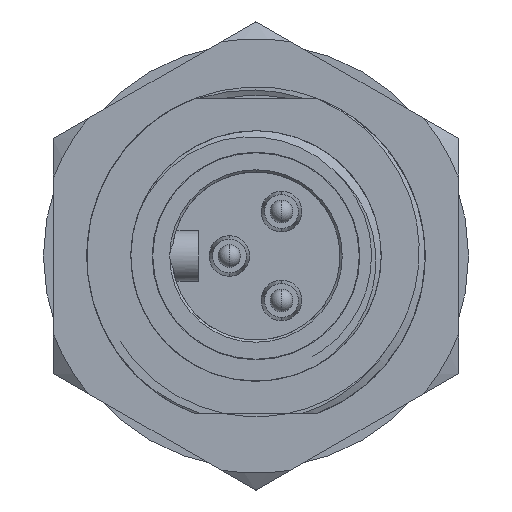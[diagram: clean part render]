
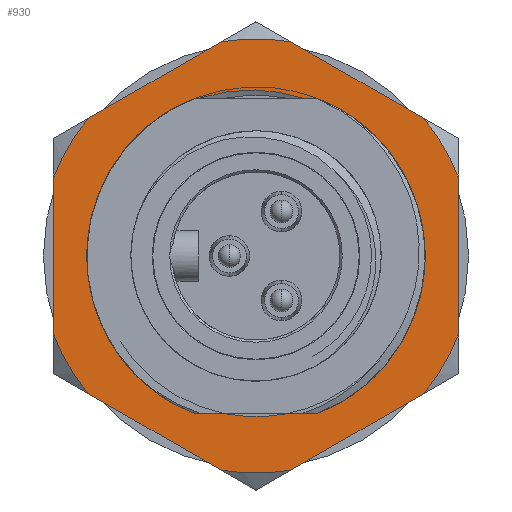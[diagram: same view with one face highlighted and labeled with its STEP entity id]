
A CAD part, left-side view. The second image highlights one B-rep face of the part: STEP entity #930.
In plain terms, the highlighted planar face has unit normal (-1, 0, 0).
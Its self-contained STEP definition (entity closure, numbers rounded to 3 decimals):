
#305=B_SPLINE_CURVE_WITH_KNOTS('',3,(#9665,#9666,#9667,#9668),
 .UNSPECIFIED.,.F.,.F.,(4,4),(0.,1.),.UNSPECIFIED.);
#306=B_SPLINE_CURVE_WITH_KNOTS('',3,(#9669,#9670,#9671,#9672),
 .UNSPECIFIED.,.F.,.F.,(4,4),(0.,1.),.UNSPECIFIED.);
#307=B_SPLINE_CURVE_WITH_KNOTS('',3,(#9674,#9675,#9676,#9677,#9678,#9679),
 .UNSPECIFIED.,.F.,.F.,(4,2,4),(0.,0.5,1.),.UNSPECIFIED.);
#308=B_SPLINE_CURVE_WITH_KNOTS('',3,(#9689,#9690,#9691,#9692,#9693),
 .UNSPECIFIED.,.F.,.F.,(4,1,4),(0.,0.5,1.),.UNSPECIFIED.);
#822=PLANE('',#6156);
#930=ADVANCED_FACE('',(#1450,#1451),#822,.F.);
#1450=FACE_BOUND('',#1593,.T.);
#1451=FACE_BOUND('',#1594,.T.);
#1593=EDGE_LOOP('',(#2508,#2509,#2510,#2511,#2512,#2513,#2514,#2515,#2516,
#2517,#2518,#2519));
#1594=EDGE_LOOP('',(#2520,#2521,#2522,#2523,#2524,#2525,#2526,#2527,#2528,
#2529));
#2011=CIRCLE('',#6148,19.25);
#2012=CIRCLE('',#6149,19.25);
#2013=CIRCLE('',#6150,19.25);
#2014=CIRCLE('',#6151,19.25);
#2015=CIRCLE('',#6152,19.25);
#2016=CIRCLE('',#6153,19.25);
#2017=CIRCLE('',#6154,14.25);
#2018=CIRCLE('',#6155,15.);
#2508=ORIENTED_EDGE('',*,*,#4811,.F.);
#2509=ORIENTED_EDGE('',*,*,#4812,.F.);
#2510=ORIENTED_EDGE('',*,*,#4813,.F.);
#2511=ORIENTED_EDGE('',*,*,#4814,.T.);
#2512=ORIENTED_EDGE('',*,*,#4815,.F.);
#2513=ORIENTED_EDGE('',*,*,#4816,.F.);
#2514=ORIENTED_EDGE('',*,*,#4817,.F.);
#2515=ORIENTED_EDGE('',*,*,#4818,.F.);
#2516=ORIENTED_EDGE('',*,*,#4819,.F.);
#2517=ORIENTED_EDGE('',*,*,#4820,.T.);
#2518=ORIENTED_EDGE('',*,*,#4821,.F.);
#2519=ORIENTED_EDGE('',*,*,#4822,.F.);
#2520=ORIENTED_EDGE('',*,*,#4823,.T.);
#2521=ORIENTED_EDGE('',*,*,#4772,.T.);
#2522=ORIENTED_EDGE('',*,*,#4824,.T.);
#2523=ORIENTED_EDGE('',*,*,#4825,.T.);
#2524=ORIENTED_EDGE('',*,*,#4826,.T.);
#2525=ORIENTED_EDGE('',*,*,#4827,.F.);
#2526=ORIENTED_EDGE('',*,*,#4828,.T.);
#2527=ORIENTED_EDGE('',*,*,#4829,.T.);
#2528=ORIENTED_EDGE('',*,*,#4830,.T.);
#2529=ORIENTED_EDGE('',*,*,#4810,.T.);
#4126=VERTEX_POINT('',#9176);
#4168=VERTEX_POINT('',#9425);
#4169=VERTEX_POINT('',#9427);
#4206=VERTEX_POINT('',#9638);
#4207=VERTEX_POINT('',#9642);
#4208=VERTEX_POINT('',#9643);
#4209=VERTEX_POINT('',#9645);
#4210=VERTEX_POINT('',#9647);
#4211=VERTEX_POINT('',#9649);
#4212=VERTEX_POINT('',#9651);
#4213=VERTEX_POINT('',#9653);
#4214=VERTEX_POINT('',#9655);
#4215=VERTEX_POINT('',#9657);
#4216=VERTEX_POINT('',#9659);
#4217=VERTEX_POINT('',#9661);
#4218=VERTEX_POINT('',#9663);
#4219=VERTEX_POINT('',#9673);
#4220=VERTEX_POINT('',#9680);
#4221=VERTEX_POINT('',#9682);
#4222=VERTEX_POINT('',#9684);
#4223=VERTEX_POINT('',#9686);
#4224=VERTEX_POINT('',#9688);
#4772=EDGE_CURVE('',#4169,#4168,#5584,.T.);
#4810=EDGE_CURVE('',#4126,#4206,#5598,.T.);
#4811=EDGE_CURVE('',#4207,#4208,#2011,.T.);
#4812=EDGE_CURVE('',#4209,#4207,#5599,.T.);
#4813=EDGE_CURVE('',#4210,#4209,#2012,.T.);
#4814=EDGE_CURVE('',#4210,#4211,#5600,.T.);
#4815=EDGE_CURVE('',#4212,#4211,#2013,.T.);
#4816=EDGE_CURVE('',#4213,#4212,#5601,.T.);
#4817=EDGE_CURVE('',#4214,#4213,#2014,.T.);
#4818=EDGE_CURVE('',#4215,#4214,#5602,.T.);
#4819=EDGE_CURVE('',#4216,#4215,#2015,.T.);
#4820=EDGE_CURVE('',#4216,#4217,#5603,.T.);
#4821=EDGE_CURVE('',#4218,#4217,#2016,.T.);
#4822=EDGE_CURVE('',#4208,#4218,#5604,.T.);
#4823=EDGE_CURVE('',#4206,#4169,#305,.T.);
#4824=EDGE_CURVE('',#4168,#4219,#306,.T.);
#4825=EDGE_CURVE('',#4219,#4220,#307,.T.);
#4826=EDGE_CURVE('',#4220,#4221,#5605,.T.);
#4827=EDGE_CURVE('',#4222,#4221,#2017,.T.);
#4828=EDGE_CURVE('',#4222,#4223,#5606,.T.);
#4829=EDGE_CURVE('',#4223,#4224,#2018,.T.);
#4830=EDGE_CURVE('',#4224,#4126,#308,.T.);
#5584=LINE('',#9426,#5864);
#5598=LINE('',#9639,#5878);
#5599=LINE('',#9644,#5879);
#5600=LINE('',#9648,#5880);
#5601=LINE('',#9652,#5881);
#5602=LINE('',#9656,#5882);
#5603=LINE('',#9660,#5883);
#5604=LINE('',#9664,#5884);
#5605=LINE('',#9681,#5885);
#5606=LINE('',#9685,#5886);
#5864=VECTOR('',#6829,1.);
#5878=VECTOR('',#6843,1.);
#5879=VECTOR('',#6848,1.);
#5880=VECTOR('',#6851,1.);
#5881=VECTOR('',#6854,1.);
#5882=VECTOR('',#6857,1.);
#5883=VECTOR('',#6860,1.);
#5884=VECTOR('',#6863,1.);
#5885=VECTOR('',#6864,1.);
#5886=VECTOR('',#6867,1.);
#6148=AXIS2_PLACEMENT_3D('',#9641,#6846,#6847);
#6149=AXIS2_PLACEMENT_3D('',#9646,#6849,#6850);
#6150=AXIS2_PLACEMENT_3D('',#9650,#6852,#6853);
#6151=AXIS2_PLACEMENT_3D('',#9654,#6855,#6856);
#6152=AXIS2_PLACEMENT_3D('',#9658,#6858,#6859);
#6153=AXIS2_PLACEMENT_3D('',#9662,#6861,#6862);
#6154=AXIS2_PLACEMENT_3D('',#9683,#6865,#6866);
#6155=AXIS2_PLACEMENT_3D('',#9687,#6868,#6869);
#6156=AXIS2_PLACEMENT_3D('',#9694,#6870,#6871);
#6829=DIRECTION('',(0.,-1.,0.));
#6843=DIRECTION('',(0.,-1.,0.));
#6846=DIRECTION('',(1.,0.,0.));
#6847=DIRECTION('',(0.,0.775,-0.633));
#6848=DIRECTION('',(0.,0.866,0.5));
#6849=DIRECTION('',(1.,0.,0.));
#6850=DIRECTION('',(0.,-0.161,-0.987));
#6851=DIRECTION('',(0.,-0.866,0.5));
#6852=DIRECTION('',(1.,0.,0.));
#6853=DIRECTION('',(0.,-0.935,-0.354));
#6854=DIRECTION('',(0.,0.,-1.));
#6855=DIRECTION('',(1.,0.,0.));
#6856=DIRECTION('',(0.,-0.775,0.633));
#6857=DIRECTION('',(0.,-0.866,-0.5));
#6858=DIRECTION('',(1.,0.,0.));
#6859=DIRECTION('',(0.,0.161,0.987));
#6860=DIRECTION('',(0.,0.866,-0.5));
#6861=DIRECTION('',(1.,0.,0.));
#6862=DIRECTION('',(0.,0.935,0.354));
#6863=DIRECTION('',(0.,0.,1.));
#6864=DIRECTION('',(0.,1.,0.));
#6865=DIRECTION('',(-1.,0.,0.));
#6866=DIRECTION('',(0.,0.186,-0.982));
#6867=DIRECTION('',(0.,1.,0.));
#6868=DIRECTION('',(1.,0.,0.));
#6869=DIRECTION('',(0.,0.359,-0.933));
#6870=DIRECTION('',(1.,0.,0.));
#6871=DIRECTION('',(0.,0.866,-0.5));
#9176=CARTESIAN_POINT('',(-15.,5.183,14.));
#9425=CARTESIAN_POINT('',(-15.,-4.343,14.));
#9426=CARTESIAN_POINT('',(-15.,-4.152,14.));
#9427=CARTESIAN_POINT('',(-15.,-4.152,14.));
#9638=CARTESIAN_POINT('',(-15.,4.99,14.));
#9639=CARTESIAN_POINT('',(-15.,5.183,14.));
#9641=CARTESIAN_POINT('',(-15.,0.,0.));
#9642=CARTESIAN_POINT('',(-15.,14.909,-12.177));
#9643=CARTESIAN_POINT('',(-15.,18.,-6.824));
#9644=CARTESIAN_POINT('',(-15.,3.091,-19.));
#9645=CARTESIAN_POINT('',(-15.,3.091,-19.));
#9646=CARTESIAN_POINT('',(-15.,0.,0.));
#9647=CARTESIAN_POINT('',(-15.,-3.091,-19.));
#9648=CARTESIAN_POINT('',(-15.,-3.091,-19.));
#9649=CARTESIAN_POINT('',(-15.,-14.909,-12.177));
#9650=CARTESIAN_POINT('',(-15.,0.,0.));
#9651=CARTESIAN_POINT('',(-15.,-18.,-6.824));
#9652=CARTESIAN_POINT('',(-15.,-18.,6.824));
#9653=CARTESIAN_POINT('',(-15.,-18.,6.824));
#9654=CARTESIAN_POINT('',(-15.,0.,0.));
#9655=CARTESIAN_POINT('',(-15.,-14.909,12.177));
#9656=CARTESIAN_POINT('',(-15.,-3.091,19.));
#9657=CARTESIAN_POINT('',(-15.,-3.091,19.));
#9658=CARTESIAN_POINT('',(-15.,0.,0.));
#9659=CARTESIAN_POINT('',(-15.,3.091,19.));
#9660=CARTESIAN_POINT('',(-15.,3.091,19.));
#9661=CARTESIAN_POINT('',(-15.,14.909,12.177));
#9662=CARTESIAN_POINT('',(-15.,0.,0.));
#9663=CARTESIAN_POINT('',(-15.,18.,6.824));
#9664=CARTESIAN_POINT('',(-15.,18.,-6.824));
#9665=CARTESIAN_POINT('',(-15.,4.99,14.));
#9666=CARTESIAN_POINT('',(-15.,2.027,14.969));
#9667=CARTESIAN_POINT('',(-15.,-1.189,14.965));
#9668=CARTESIAN_POINT('',(-15.,-4.152,14.));
#9669=CARTESIAN_POINT('',(-15.,-4.343,14.));
#9670=CARTESIAN_POINT('',(-15.,-8.88,12.449));
#9671=CARTESIAN_POINT('',(-15.,-12.482,8.613));
#9672=CARTESIAN_POINT('',(-15.,-13.686,3.97));
#9673=CARTESIAN_POINT('',(-15.,-13.686,3.97));
#9674=CARTESIAN_POINT('',(-15.,-13.686,3.97));
#9675=CARTESIAN_POINT('',(-15.,-14.818,0.454));
#9676=CARTESIAN_POINT('',(-15.,-14.514,-3.44));
#9677=CARTESIAN_POINT('',(-15.,-11.321,-10.019));
#9678=CARTESIAN_POINT('',(-15.,-8.465,-12.657));
#9679=CARTESIAN_POINT('',(-15.,-5.023,-14.));
#9680=CARTESIAN_POINT('',(-15.,-5.023,-14.));
#9681=CARTESIAN_POINT('',(-15.,-5.023,-14.));
#9682=CARTESIAN_POINT('',(-15.,-2.658,-14.));
#9683=CARTESIAN_POINT('',(-15.,0.,0.));
#9684=CARTESIAN_POINT('',(-15.,2.658,-14.));
#9685=CARTESIAN_POINT('',(-15.,2.658,-14.));
#9686=CARTESIAN_POINT('',(-15.,5.385,-14.));
#9687=CARTESIAN_POINT('',(-15.,0.,0.));
#9688=CARTESIAN_POINT('',(-15.,7.523,12.977));
#9689=CARTESIAN_POINT('',(-15.,7.523,12.977));
#9690=CARTESIAN_POINT('',(-15.,7.149,13.18));
#9691=CARTESIAN_POINT('',(-15.,6.385,13.554));
#9692=CARTESIAN_POINT('',(-15.,5.589,13.862));
#9693=CARTESIAN_POINT('',(-15.,5.183,14.));
#9694=CARTESIAN_POINT('',(-15.,0.,0.));
